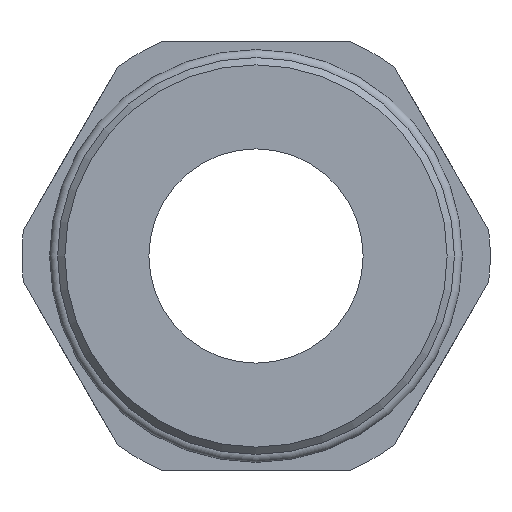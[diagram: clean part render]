
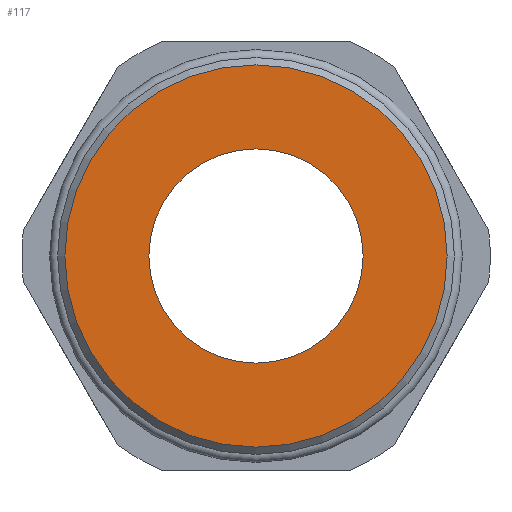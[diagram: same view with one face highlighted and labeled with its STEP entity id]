
A CAD part, left-side view. The second image highlights one B-rep face of the part: STEP entity #117.
In plain terms, the highlighted planar face has unit normal (-1, 0, 0).
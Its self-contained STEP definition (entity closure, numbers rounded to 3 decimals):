
#117 = ADVANCED_FACE( '', ( #307, #308 ), #309, .T. );
#307 = FACE_BOUND( '', #588, .T. );
#308 = FACE_OUTER_BOUND( '', #589, .T. );
#309 = PLANE( '', #590 );
#588 = EDGE_LOOP( '', ( #886 ) );
#589 = EDGE_LOOP( '', ( #887 ) );
#590 = AXIS2_PLACEMENT_3D( '', #888, #889, #890 );
#886 = ORIENTED_EDGE( '', *, *, #1576, .T. );
#887 = ORIENTED_EDGE( '', *, *, #1577, .F. );
#888 = CARTESIAN_POINT( '', ( 0., 24.08, 0. ) );
#889 = DIRECTION( '', ( -1., 0., 0. ) );
#890 = DIRECTION( '', ( 0., 0., 1. ) );
#1576 = EDGE_CURVE( '', #1861, #1861, #1862, .T. );
#1577 = EDGE_CURVE( '', #1863, #1863, #1864, .T. );
#1861 = VERTEX_POINT( '', #2284 );
#1862 = CIRCLE( '', #2285, 13.5 );
#1863 = VERTEX_POINT( '', #2286 );
#1864 = CIRCLE( '', #2287, 24.08 );
#2284 = CARTESIAN_POINT( '', ( 0., 0., -13.5 ) );
#2285 = AXIS2_PLACEMENT_3D( '', #2895, #2896, #2897 );
#2286 = CARTESIAN_POINT( '', ( 0., 0., -24.08 ) );
#2287 = AXIS2_PLACEMENT_3D( '', #2898, #2899, #2900 );
#2895 = CARTESIAN_POINT( '', ( 0., 0., 0. ) );
#2896 = DIRECTION( '', ( 1., 0., 0. ) );
#2897 = DIRECTION( '', ( 0., 0., -1. ) );
#2898 = CARTESIAN_POINT( '', ( 0., 0., 0. ) );
#2899 = DIRECTION( '', ( 1., 0., 0. ) );
#2900 = DIRECTION( '', ( 0., 0., -1. ) );
